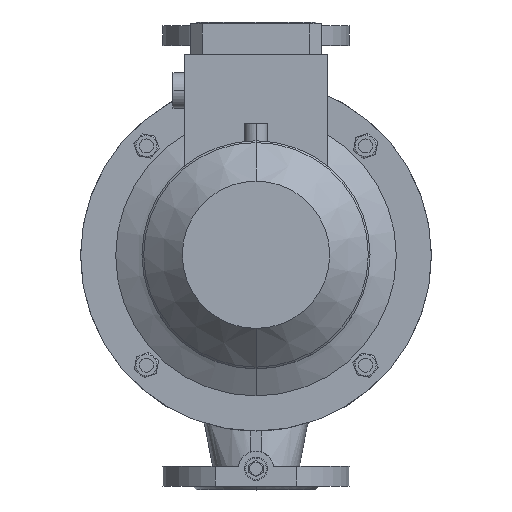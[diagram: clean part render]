
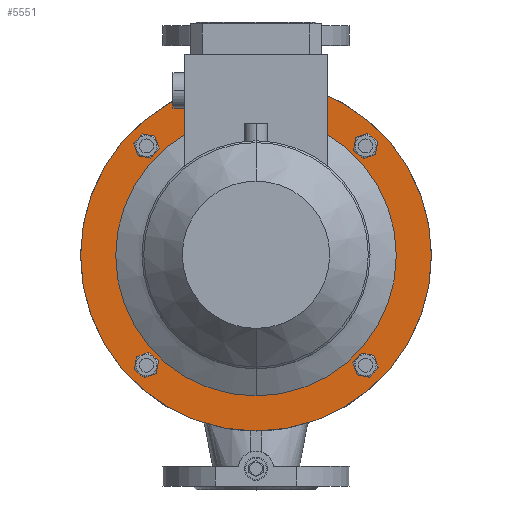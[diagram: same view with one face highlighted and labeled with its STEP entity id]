
A CAD part, top view. The second image highlights one B-rep face of the part: STEP entity #5551.
In plain terms, the highlighted planar face has unit normal (0, 0, 1).
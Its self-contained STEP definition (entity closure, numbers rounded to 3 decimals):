
#56 = DIRECTION ( 'NONE',  ( 0., 0., -1. ) ) ;
#202 = FACE_BOUND ( 'NONE', #18870, .T. ) ;
#335 = EDGE_CURVE ( 'NONE', #14707, #29493, #23691, .T. ) ;
#336 = DIRECTION ( 'NONE',  ( 0., 0., -1. ) ) ;
#636 = CARTESIAN_POINT ( 'NONE',  ( -84.804, 92.124, 192. ) ) ;
#1174 = EDGE_CURVE ( 'NONE', #26687, #15180, #18070, .T. ) ;
#1586 = DIRECTION ( 'NONE',  ( 0., -1., 0. ) ) ;
#1607 = EDGE_CURVE ( 'NONE', #21470, #24661, #29657, .T. ) ;
#1782 = DIRECTION ( 'NONE',  ( 0., 0., 1. ) ) ;
#1911 = ORIENTED_EDGE ( 'NONE', *, *, #18362, .T. ) ;
#2800 = FACE_OUTER_BOUND ( 'NONE', #34970, .T. ) ;
#3127 = ORIENTED_EDGE ( 'NONE', *, *, #32002, .T. ) ;
#3505 = DIRECTION ( 'NONE',  ( 0., -1., 0. ) ) ;
#3742 = ORIENTED_EDGE ( 'NONE', *, *, #34204, .F. ) ;
#3791 = ORIENTED_EDGE ( 'NONE', *, *, #28840, .T. ) ;
#5022 = EDGE_CURVE ( 'NONE', #34743, #24516, #21751, .T. ) ;
#5424 = AXIS2_PLACEMENT_3D ( 'NONE', #32756, #30241, #8192 ) ;
#5453 = AXIS2_PLACEMENT_3D ( 'NONE', #8092, #13364, #10959 ) ;
#5532 = ORIENTED_EDGE ( 'NONE', *, *, #1174, .T. ) ;
#5551 = ADVANCED_FACE ( 'NONE', ( #202, #28158, #21255, #29415, #7137, #2800 ), #9290, .T. ) ;
#5631 = AXIS2_PLACEMENT_3D ( 'NONE', #32953, #56, #32843 ) ;
#5920 = DIRECTION ( 'NONE',  ( 0., 0., -1. ) ) ;
#6052 = CARTESIAN_POINT ( 'NONE',  ( 93.692, -93.692, 192. ) ) ;
#6541 = DIRECTION ( 'NONE',  ( 0., 0., 1. ) ) ;
#7137 = FACE_BOUND ( 'NONE', #13284, .T. ) ;
#7901 = DIRECTION ( 'NONE',  ( 0., 0., -1. ) ) ;
#7992 = EDGE_CURVE ( 'NONE', #31595, #35540, #28191, .T. ) ;
#8092 = CARTESIAN_POINT ( 'NONE',  ( 93.692, -93.692, 192. ) ) ;
#8192 = DIRECTION ( 'NONE',  ( 0., 1., 0. ) ) ;
#8579 = CARTESIAN_POINT ( 'NONE',  ( -93.692, 93.692, 192. ) ) ;
#8866 = DIRECTION ( 'NONE',  ( 0., 0., -1. ) ) ;
#8941 = VERTEX_POINT ( 'NONE', #29083 ) ;
#8993 = EDGE_CURVE ( 'NONE', #17030, #8941, #15679, .T. ) ;
#9290 = PLANE ( 'NONE',  #10667 ) ;
#9500 = AXIS2_PLACEMENT_3D ( 'NONE', #27736, #336, #16814 ) ;
#9803 = ORIENTED_EDGE ( 'NONE', *, *, #5022, .T. ) ;
#10177 = AXIS2_PLACEMENT_3D ( 'NONE', #24098, #7901, #32233 ) ;
#10362 = CIRCLE ( 'NONE', #28199, 120. ) ;
#10667 = AXIS2_PLACEMENT_3D ( 'NONE', #30889, #6541, #17097 ) ;
#10959 = DIRECTION ( 'NONE',  ( 0., -1., 0. ) ) ;
#11236 = DIRECTION ( 'NONE',  ( 0., 1., 0. ) ) ;
#11320 = DIRECTION ( 'NONE',  ( 0., -1., 0. ) ) ;
#12273 = CARTESIAN_POINT ( 'NONE',  ( 93.692, 93.692, 192. ) ) ;
#12346 = DIRECTION ( 'NONE',  ( 0., -1., 0. ) ) ;
#13099 = ORIENTED_EDGE ( 'NONE', *, *, #335, .F. ) ;
#13284 = EDGE_LOOP ( 'NONE', ( #21606, #9803 ) ) ;
#13364 = DIRECTION ( 'NONE',  ( 0., 0., -1. ) ) ;
#13566 = DIRECTION ( 'NONE',  ( 0., 0., -1. ) ) ;
#14616 = CARTESIAN_POINT ( 'NONE',  ( 0., -150., 192. ) ) ;
#14707 = VERTEX_POINT ( 'NONE', #636 ) ;
#15180 = VERTEX_POINT ( 'NONE', #18731 ) ;
#15324 = CARTESIAN_POINT ( 'NONE',  ( 0., 120., 192. ) ) ;
#15679 = CIRCLE ( 'NONE', #5453, 9.025 ) ;
#16687 = AXIS2_PLACEMENT_3D ( 'NONE', #6052, #5920, #3505 ) ;
#16814 = DIRECTION ( 'NONE',  ( 0., -1., 0. ) ) ;
#16931 = CARTESIAN_POINT ( 'NONE',  ( 102.58, -95.259, 192. ) ) ;
#17030 = VERTEX_POINT ( 'NONE', #16931 ) ;
#17097 = DIRECTION ( 'NONE',  ( 0., -1., 0. ) ) ;
#17202 = AXIS2_PLACEMENT_3D ( 'NONE', #12273, #23574, #1586 ) ;
#17799 = CARTESIAN_POINT ( 'NONE',  ( 95.259, 102.58, 192. ) ) ;
#18070 = CIRCLE ( 'NONE', #22109, 9.025 ) ;
#18362 = EDGE_CURVE ( 'NONE', #15180, #26687, #32389, .T. ) ;
#18609 = AXIS2_PLACEMENT_3D ( 'NONE', #8579, #27887, #11320 ) ;
#18731 = CARTESIAN_POINT ( 'NONE',  ( -92.124, -84.804, 192. ) ) ;
#18870 = EDGE_LOOP ( 'NONE', ( #19564, #3791 ) ) ;
#18944 = EDGE_LOOP ( 'NONE', ( #3127, #20589 ) ) ;
#19444 = CARTESIAN_POINT ( 'NONE',  ( 0., 0., 192. ) ) ;
#19564 = ORIENTED_EDGE ( 'NONE', *, *, #7992, .T. ) ;
#19654 = ORIENTED_EDGE ( 'NONE', *, *, #32457, .F. ) ;
#20589 = ORIENTED_EDGE ( 'NONE', *, *, #8993, .T. ) ;
#20857 = CARTESIAN_POINT ( 'NONE',  ( -93.692, 93.692, 192. ) ) ;
#21077 = CIRCLE ( 'NONE', #5424, 150. ) ;
#21255 = FACE_BOUND ( 'NONE', #25727, .T. ) ;
#21326 = CARTESIAN_POINT ( 'NONE',  ( -95.259, -102.58, 192. ) ) ;
#21470 = VERTEX_POINT ( 'NONE', #14616 ) ;
#21606 = ORIENTED_EDGE ( 'NONE', *, *, #32553, .T. ) ;
#21751 = CIRCLE ( 'NONE', #5631, 120. ) ;
#21800 = CARTESIAN_POINT ( 'NONE',  ( 0., 0., 192. ) ) ;
#22109 = AXIS2_PLACEMENT_3D ( 'NONE', #31548, #8866, #31431 ) ;
#22596 = AXIS2_PLACEMENT_3D ( 'NONE', #21800, #27683, #11236 ) ;
#23574 = DIRECTION ( 'NONE',  ( 0., 0., -1. ) ) ;
#23691 = CIRCLE ( 'NONE', #18609, 9.025 ) ;
#23725 = CARTESIAN_POINT ( 'NONE',  ( 92.124, 84.804, 192. ) ) ;
#24098 = CARTESIAN_POINT ( 'NONE',  ( -93.692, -93.692, 192. ) ) ;
#24516 = VERTEX_POINT ( 'NONE', #15324 ) ;
#24661 = VERTEX_POINT ( 'NONE', #25673 ) ;
#25673 = CARTESIAN_POINT ( 'NONE',  ( 0., 150., 192. ) ) ;
#25727 = EDGE_LOOP ( 'NONE', ( #1911, #5532 ) ) ;
#25776 = EDGE_LOOP ( 'NONE', ( #13099, #3742 ) ) ;
#26687 = VERTEX_POINT ( 'NONE', #21326 ) ;
#27683 = DIRECTION ( 'NONE',  ( 0., 0., -1. ) ) ;
#27736 = CARTESIAN_POINT ( 'NONE',  ( 93.692, 93.692, 192. ) ) ;
#27887 = DIRECTION ( 'NONE',  ( 0., 0., 1. ) ) ;
#28158 = FACE_BOUND ( 'NONE', #18944, .T. ) ;
#28191 = CIRCLE ( 'NONE', #17202, 9.025 ) ;
#28199 = AXIS2_PLACEMENT_3D ( 'NONE', #19444, #13566, #35532 ) ;
#28840 = EDGE_CURVE ( 'NONE', #35540, #31595, #35444, .T. ) ;
#29083 = CARTESIAN_POINT ( 'NONE',  ( 84.804, -92.124, 192. ) ) ;
#29415 = FACE_BOUND ( 'NONE', #25776, .T. ) ;
#29493 = VERTEX_POINT ( 'NONE', #30570 ) ;
#29657 = CIRCLE ( 'NONE', #22596, 150. ) ;
#30241 = DIRECTION ( 'NONE',  ( 0., 0., -1. ) ) ;
#30570 = CARTESIAN_POINT ( 'NONE',  ( -102.58, 95.259, 192. ) ) ;
#30889 = CARTESIAN_POINT ( 'NONE',  ( 0., 150., 192. ) ) ;
#30913 = CIRCLE ( 'NONE', #31935, 9.025 ) ;
#30992 = ORIENTED_EDGE ( 'NONE', *, *, #1607, .F. ) ;
#31431 = DIRECTION ( 'NONE',  ( 0., -1., 0. ) ) ;
#31548 = CARTESIAN_POINT ( 'NONE',  ( -93.692, -93.692, 192. ) ) ;
#31595 = VERTEX_POINT ( 'NONE', #23725 ) ;
#31935 = AXIS2_PLACEMENT_3D ( 'NONE', #20857, #1782, #12346 ) ;
#32002 = EDGE_CURVE ( 'NONE', #8941, #17030, #33149, .T. ) ;
#32233 = DIRECTION ( 'NONE',  ( 0., -1., 0. ) ) ;
#32345 = CARTESIAN_POINT ( 'NONE',  ( 0., -120., 192. ) ) ;
#32389 = CIRCLE ( 'NONE', #10177, 9.025 ) ;
#32457 = EDGE_CURVE ( 'NONE', #24661, #21470, #21077, .T. ) ;
#32553 = EDGE_CURVE ( 'NONE', #24516, #34743, #10362, .T. ) ;
#32756 = CARTESIAN_POINT ( 'NONE',  ( 0., 0., 192. ) ) ;
#32843 = DIRECTION ( 'NONE',  ( 0., 1., 0. ) ) ;
#32953 = CARTESIAN_POINT ( 'NONE',  ( 0., 0., 192. ) ) ;
#33149 = CIRCLE ( 'NONE', #16687, 9.025 ) ;
#34204 = EDGE_CURVE ( 'NONE', #29493, #14707, #30913, .T. ) ;
#34743 = VERTEX_POINT ( 'NONE', #32345 ) ;
#34970 = EDGE_LOOP ( 'NONE', ( #19654, #30992 ) ) ;
#35444 = CIRCLE ( 'NONE', #9500, 9.025 ) ;
#35532 = DIRECTION ( 'NONE',  ( 0., 1., 0. ) ) ;
#35540 = VERTEX_POINT ( 'NONE', #17799 ) ;
